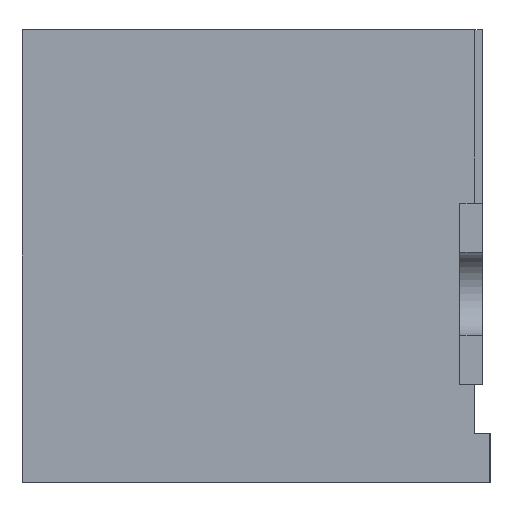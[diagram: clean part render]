
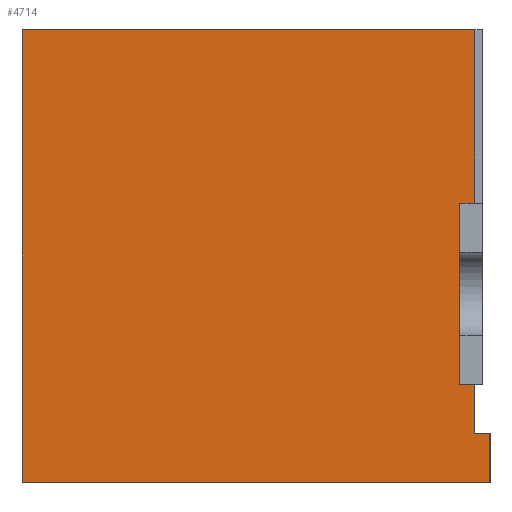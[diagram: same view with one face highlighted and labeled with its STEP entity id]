
A CAD part, left-side view. The second image highlights one B-rep face of the part: STEP entity #4714.
In plain terms, the highlighted planar face has unit normal (-1, 0, 0).
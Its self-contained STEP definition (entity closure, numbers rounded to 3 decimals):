
#219 = VECTOR ( 'NONE', #5147, 1000. ) ;
#301 = ORIENTED_EDGE ( 'NONE', *, *, #2418, .F. ) ;
#487 = CARTESIAN_POINT ( 'NONE',  ( -10., -1.5, 0.25 ) ) ;
#519 = EDGE_CURVE ( 'NONE', #3480, #4841, #4563, .T. ) ;
#606 = CARTESIAN_POINT ( 'NONE',  ( -10., -1.6, -0.925 ) ) ;
#876 = EDGE_LOOP ( 'NONE', ( #6071, #3052, #6530, #7006, #301, #1502, #1232, #5475, #2738, #3493 ) ) ;
#906 = CARTESIAN_POINT ( 'NONE',  ( -10., 1.5, -1.25 ) ) ;
#992 = DIRECTION ( 'NONE',  ( 0., -1., 0. ) ) ;
#1173 = LINE ( 'NONE', #4259, #2492 ) ;
#1232 = ORIENTED_EDGE ( 'NONE', *, *, #6024, .F. ) ;
#1277 = VECTOR ( 'NONE', #992, 1000. ) ;
#1467 = DIRECTION ( 'NONE',  ( 0., 0., 1. ) ) ;
#1502 = ORIENTED_EDGE ( 'NONE', *, *, #6013, .T. ) ;
#1562 = DIRECTION ( 'NONE',  ( 0., 0., 1. ) ) ;
#1604 = VECTOR ( 'NONE', #1467, 1000. ) ;
#1614 = CARTESIAN_POINT ( 'NONE',  ( -10., -1.6, -1.25 ) ) ;
#1637 = DIRECTION ( 'NONE',  ( 0., 0., -1. ) ) ;
#1645 = VECTOR ( 'NONE', #5784, 1000. ) ;
#1792 = LINE ( 'NONE', #6073, #4048 ) ;
#1902 = VERTEX_POINT ( 'NONE', #3238 ) ;
#1991 = CARTESIAN_POINT ( 'NONE',  ( -10., 1.5, 0.25 ) ) ;
#2125 = LINE ( 'NONE', #1991, #1604 ) ;
#2253 = CARTESIAN_POINT ( 'NONE',  ( -10., -1.5, -0.925 ) ) ;
#2372 = VECTOR ( 'NONE', #3665, 1000. ) ;
#2387 = EDGE_CURVE ( 'NONE', #4332, #4841, #5689, .T. ) ;
#2418 = EDGE_CURVE ( 'NONE', #6765, #5008, #2762, .T. ) ;
#2492 = VECTOR ( 'NONE', #7072, 1000. ) ;
#2561 = CARTESIAN_POINT ( 'NONE',  ( -10., -0.05, 0.6 ) ) ;
#2607 = CARTESIAN_POINT ( 'NONE',  ( -10., -1.5, 1.75 ) ) ;
#2631 = DIRECTION ( 'NONE',  ( 1., 0., 0. ) ) ;
#2738 = ORIENTED_EDGE ( 'NONE', *, *, #4735, .F. ) ;
#2762 = LINE ( 'NONE', #6860, #1277 ) ;
#2808 = VERTEX_POINT ( 'NONE', #4594 ) ;
#3052 = ORIENTED_EDGE ( 'NONE', *, *, #4781, .F. ) ;
#3055 = EDGE_CURVE ( 'NONE', #6077, #2808, #1792, .T. ) ;
#3140 = LINE ( 'NONE', #4572, #219 ) ;
#3176 = DIRECTION ( 'NONE',  ( 0., 0., 1. ) ) ;
#3238 = CARTESIAN_POINT ( 'NONE',  ( -10., -1.5, -0.6 ) ) ;
#3433 = VECTOR ( 'NONE', #4706, 1000. ) ;
#3434 = CARTESIAN_POINT ( 'NONE',  ( -10., 1.5, 1.75 ) ) ;
#3480 = VERTEX_POINT ( 'NONE', #6027 ) ;
#3493 = ORIENTED_EDGE ( 'NONE', *, *, #519, .T. ) ;
#3665 = DIRECTION ( 'NONE',  ( 0., 1., 0. ) ) ;
#3747 = DIRECTION ( 'NONE',  ( 0., 0., -1. ) ) ;
#3814 = CARTESIAN_POINT ( 'NONE',  ( -10., -1.4, 0.6 ) ) ;
#3851 = VERTEX_POINT ( 'NONE', #906 ) ;
#3910 = VERTEX_POINT ( 'NONE', #1614 ) ;
#3938 = LINE ( 'NONE', #6539, #6954 ) ;
#4048 = VECTOR ( 'NONE', #1637, 1000. ) ;
#4120 = EDGE_CURVE ( 'NONE', #3910, #3851, #3140, .T. ) ;
#4148 = CARTESIAN_POINT ( 'NONE',  ( -10., 0., 1.75 ) ) ;
#4259 = CARTESIAN_POINT ( 'NONE',  ( -10., -0.05, -0.6 ) ) ;
#4332 = VERTEX_POINT ( 'NONE', #3434 ) ;
#4563 = LINE ( 'NONE', #6263, #1645 ) ;
#4572 = CARTESIAN_POINT ( 'NONE',  ( -10., -0.05, -1.25 ) ) ;
#4594 = CARTESIAN_POINT ( 'NONE',  ( -10., -1.4, -0.6 ) ) ;
#4706 = DIRECTION ( 'NONE',  ( 0., -1., 0. ) ) ;
#4714 = ADVANCED_FACE ( 'NONE', ( #6927 ), #5912, .F. ) ;
#4719 = LINE ( 'NONE', #487, #5942 ) ;
#4735 = EDGE_CURVE ( 'NONE', #3480, #6077, #5132, .T. ) ;
#4764 = CARTESIAN_POINT ( 'NONE',  ( -10., -0.05, 0.25 ) ) ;
#4781 = EDGE_CURVE ( 'NONE', #3851, #4332, #2125, .T. ) ;
#4841 = VERTEX_POINT ( 'NONE', #2607 ) ;
#4963 = EDGE_CURVE ( 'NONE', #3910, #5008, #3938, .T. ) ;
#5008 = VERTEX_POINT ( 'NONE', #606 ) ;
#5132 = LINE ( 'NONE', #2561, #2372 ) ;
#5147 = DIRECTION ( 'NONE',  ( 0., 1., 0. ) ) ;
#5475 = ORIENTED_EDGE ( 'NONE', *, *, #3055, .F. ) ;
#5689 = LINE ( 'NONE', #4148, #3433 ) ;
#5784 = DIRECTION ( 'NONE',  ( 0., 0., 1. ) ) ;
#5912 = PLANE ( 'NONE',  #6584 ) ;
#5942 = VECTOR ( 'NONE', #1562, 1000. ) ;
#6013 = EDGE_CURVE ( 'NONE', #6765, #1902, #4719, .T. ) ;
#6024 = EDGE_CURVE ( 'NONE', #2808, #1902, #1173, .T. ) ;
#6027 = CARTESIAN_POINT ( 'NONE',  ( -10., -1.5, 0.6 ) ) ;
#6071 = ORIENTED_EDGE ( 'NONE', *, *, #2387, .F. ) ;
#6073 = CARTESIAN_POINT ( 'NONE',  ( -10., -1.4, 0.25 ) ) ;
#6077 = VERTEX_POINT ( 'NONE', #3814 ) ;
#6263 = CARTESIAN_POINT ( 'NONE',  ( -10., -1.5, 0.25 ) ) ;
#6530 = ORIENTED_EDGE ( 'NONE', *, *, #4120, .F. ) ;
#6539 = CARTESIAN_POINT ( 'NONE',  ( -10., -1.6, -1.087 ) ) ;
#6584 = AXIS2_PLACEMENT_3D ( 'NONE', #4764, #2631, #3747 ) ;
#6765 = VERTEX_POINT ( 'NONE', #2253 ) ;
#6860 = CARTESIAN_POINT ( 'NONE',  ( -10., -0.05, -0.925 ) ) ;
#6927 = FACE_OUTER_BOUND ( 'NONE', #876, .T. ) ;
#6954 = VECTOR ( 'NONE', #3176, 1000. ) ;
#7006 = ORIENTED_EDGE ( 'NONE', *, *, #4963, .T. ) ;
#7072 = DIRECTION ( 'NONE',  ( 0., -1., 0. ) ) ;
